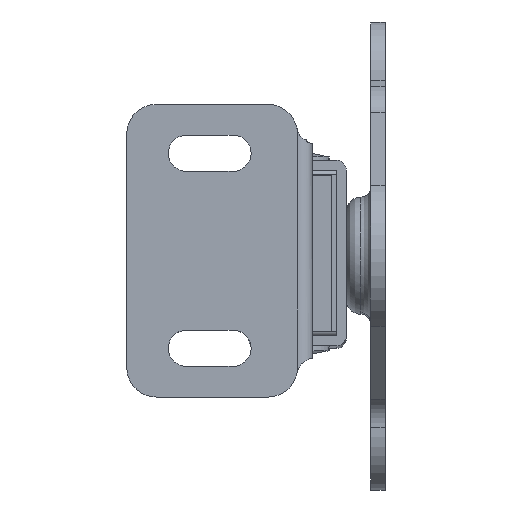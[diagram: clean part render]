
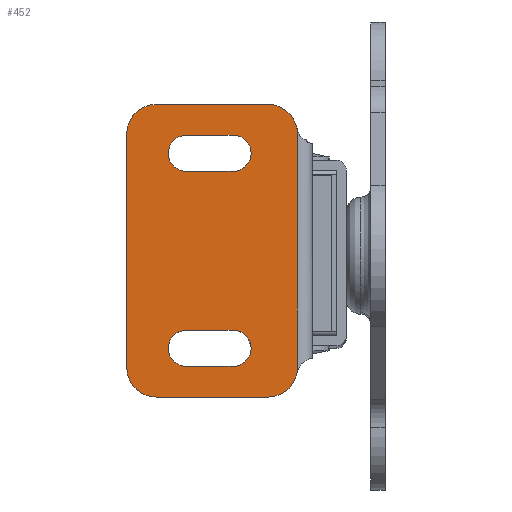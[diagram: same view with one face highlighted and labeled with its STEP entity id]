
A CAD part, top view. The second image highlights one B-rep face of the part: STEP entity #452.
In plain terms, the highlighted planar face has unit normal (0, 0, 1).
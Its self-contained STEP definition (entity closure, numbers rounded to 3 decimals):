
#452=ADVANCED_FACE('',(#983,#984,#985),#982,.T.);
#982=PLANE('',#3073);
#983=FACE_OUTER_BOUND('',#3074,.T.);
#984=FACE_BOUND('',#3075,.T.);
#985=FACE_BOUND('',#3076,.T.);
#3070=CARTESIAN_POINT('',(-24.25,-18.,290.));
#3071=DIRECTION('',(0.,0.,1.));
#3072=DIRECTION('',(1.,0.,0.));
#3073=AXIS2_PLACEMENT_3D('',#3070,#3071,#3072);
#3074=EDGE_LOOP('',(#4431,#4432,#4433,#4434,#4435,#4436,#4437,#4438,#4439,#4440));
#3075=EDGE_LOOP('',(#4441,#4442,#4443,#4444));
#3076=EDGE_LOOP('',(#4445,#4446,#4447,#4448));
#4431=ORIENTED_EDGE('',*,*,#5461,.T.);
#4432=ORIENTED_EDGE('',*,*,#5462,.F.);
#4433=ORIENTED_EDGE('',*,*,#5463,.T.);
#4434=ORIENTED_EDGE('',*,*,#5464,.T.);
#4435=ORIENTED_EDGE('',*,*,#5465,.F.);
#4436=ORIENTED_EDGE('',*,*,#5466,.T.);
#4437=ORIENTED_EDGE('',*,*,#5467,.F.);
#4438=ORIENTED_EDGE('',*,*,#5468,.T.);
#4439=ORIENTED_EDGE('',*,*,#5469,.F.);
#4440=ORIENTED_EDGE('',*,*,#5470,.T.);
#4441=ORIENTED_EDGE('',*,*,#5471,.F.);
#4442=ORIENTED_EDGE('',*,*,#5472,.T.);
#4443=ORIENTED_EDGE('',*,*,#5473,.F.);
#4444=ORIENTED_EDGE('',*,*,#5474,.T.);
#4445=ORIENTED_EDGE('',*,*,#5475,.F.);
#4446=ORIENTED_EDGE('',*,*,#5476,.T.);
#4447=ORIENTED_EDGE('',*,*,#5477,.F.);
#4448=ORIENTED_EDGE('',*,*,#5478,.T.);
#5461=EDGE_CURVE('',#6634,#6635,#6636,.T.);
#5462=EDGE_CURVE('',#6642,#6635,#6643,.T.);
#5463=EDGE_CURVE('',#6642,#6649,#6650,.T.);
#5464=EDGE_CURVE('',#6649,#6656,#6657,.T.);
#5465=EDGE_CURVE('',#6663,#6656,#6664,.T.);
#5466=EDGE_CURVE('',#6663,#6670,#6671,.T.);
#5467=EDGE_CURVE('',#6677,#6670,#6678,.T.);
#5468=EDGE_CURVE('',#6677,#6684,#6685,.T.);
#5469=EDGE_CURVE('',#6691,#6684,#6692,.T.);
#5470=EDGE_CURVE('',#6691,#6634,#6698,.T.);
#5471=EDGE_CURVE('',#6704,#6705,#6706,.T.);
#5472=EDGE_CURVE('',#6704,#6712,#6713,.T.);
#5473=EDGE_CURVE('',#6719,#6712,#6720,.T.);
#5474=EDGE_CURVE('',#6719,#6705,#6726,.T.);
#5475=EDGE_CURVE('',#6732,#6733,#6734,.T.);
#5476=EDGE_CURVE('',#6732,#6740,#6741,.T.);
#5477=EDGE_CURVE('',#6747,#6740,#6748,.T.);
#5478=EDGE_CURVE('',#6747,#6733,#6754,.T.);
#6634=VERTEX_POINT('',#10169);
#6635=VERTEX_POINT('',#10170);
#6636=LINE('',#10171,#10172);
#6642=VERTEX_POINT('',#10174);
#6643=CIRCLE('',#10178,3.);
#6649=VERTEX_POINT('',#10179);
#6650=CIRCLE('',#10183,2.);
#6656=VERTEX_POINT('',#10184);
#6657=LINE('',#10185,#10186);
#6663=VERTEX_POINT('',#10188);
#6664=CIRCLE('',#10192,2.);
#6670=VERTEX_POINT('',#10193);
#6671=CIRCLE('',#10197,3.);
#6677=VERTEX_POINT('',#10198);
#6678=LINE('',#10199,#10200);
#6684=VERTEX_POINT('',#10202);
#6685=CIRCLE('',#10206,3.);
#6691=VERTEX_POINT('',#10207);
#6692=LINE('',#10208,#10209);
#6698=CIRCLE('',#10214,3.);
#6704=VERTEX_POINT('',#10215);
#6705=VERTEX_POINT('',#10216);
#6706=CIRCLE('',#10220,1.85);
#6712=VERTEX_POINT('',#10221);
#6713=LINE('',#10222,#10223);
#6719=VERTEX_POINT('',#10225);
#6720=CIRCLE('',#10229,1.85);
#6726=LINE('',#10230,#10231);
#6732=VERTEX_POINT('',#10233);
#6733=VERTEX_POINT('',#10234);
#6734=CIRCLE('',#10238,1.85);
#6740=VERTEX_POINT('',#10239);
#6741=LINE('',#10240,#10241);
#6747=VERTEX_POINT('',#10243);
#6748=CIRCLE('',#10247,1.85);
#6754=LINE('',#10248,#10249);
#10169=CARTESIAN_POINT('',(-19.5,-15.,290.));
#10170=CARTESIAN_POINT('',(-8.,-15.,290.));
#10171=CARTESIAN_POINT('',(-19.5,-15.,290.));
#10172=VECTOR('',#10173,11.5);
#10173=DIRECTION('',(1.,0.,0.));
#10174=CARTESIAN_POINT('',(-5.056,-12.575,290.));
#10175=CARTESIAN_POINT('',(-8.,-12.,290.));
#10176=DIRECTION('',(0.,0.,-1.));
#10177=DIRECTION('',(-0.981,0.192,0.));
#10178=AXIS2_PLACEMENT_3D('',#10175,#10176,#10177);
#10179=CARTESIAN_POINT('',(-5.,-12.356,290.));
#10180=CARTESIAN_POINT('',(-3.093,-12.958,290.));
#10181=DIRECTION('',(0.,0.,-1.));
#10182=DIRECTION('',(0.981,-0.192,0.));
#10183=AXIS2_PLACEMENT_3D('',#10180,#10181,#10182);
#10184=CARTESIAN_POINT('',(-5.,12.356,290.));
#10185=CARTESIAN_POINT('',(-5.,-12.356,290.));
#10186=VECTOR('',#10187,24.713);
#10187=DIRECTION('',(0.,1.,0.));
#10188=CARTESIAN_POINT('',(-5.056,12.575,290.));
#10189=CARTESIAN_POINT('',(-3.093,12.958,290.));
#10190=DIRECTION('',(0.,0.,1.));
#10191=DIRECTION('',(0.981,0.192,0.));
#10192=AXIS2_PLACEMENT_3D('',#10189,#10190,#10191);
#10193=CARTESIAN_POINT('',(-8.,15.,290.));
#10194=CARTESIAN_POINT('',(-8.,12.,290.));
#10195=DIRECTION('',(0.,0.,1.));
#10196=DIRECTION('',(-0.981,-0.192,0.));
#10197=AXIS2_PLACEMENT_3D('',#10194,#10195,#10196);
#10198=CARTESIAN_POINT('',(-19.5,15.,290.));
#10199=CARTESIAN_POINT('',(-19.5,15.,290.));
#10200=VECTOR('',#10201,11.5);
#10201=DIRECTION('',(1.,0.,0.));
#10202=CARTESIAN_POINT('',(-22.5,12.,290.));
#10203=CARTESIAN_POINT('',(-19.5,12.,290.));
#10204=DIRECTION('',(0.,0.,1.));
#10205=DIRECTION('',(0.,-1.,0.));
#10206=AXIS2_PLACEMENT_3D('',#10203,#10204,#10205);
#10207=CARTESIAN_POINT('',(-22.5,-12.,290.));
#10208=CARTESIAN_POINT('',(-22.5,-12.,290.));
#10209=VECTOR('',#10210,24.);
#10210=DIRECTION('',(0.,1.,0.));
#10211=CARTESIAN_POINT('',(-19.5,-12.,290.));
#10212=DIRECTION('',(0.,0.,1.));
#10213=DIRECTION('',(1.,0.,0.));
#10214=AXIS2_PLACEMENT_3D('',#10211,#10212,#10213);
#10215=CARTESIAN_POINT('',(-16.4,11.85,290.));
#10216=CARTESIAN_POINT('',(-16.4,8.15,290.));
#10217=CARTESIAN_POINT('',(-16.4,10.,290.));
#10218=DIRECTION('',(0.,0.,1.));
#10219=DIRECTION('',(0.,-1.,0.));
#10220=AXIS2_PLACEMENT_3D('',#10217,#10218,#10219);
#10221=CARTESIAN_POINT('',(-11.6,11.85,290.));
#10222=CARTESIAN_POINT('',(-16.4,11.85,290.));
#10223=VECTOR('',#10224,4.8);
#10224=DIRECTION('',(1.,0.,0.));
#10225=CARTESIAN_POINT('',(-11.6,8.15,290.));
#10226=CARTESIAN_POINT('',(-11.6,10.,290.));
#10227=DIRECTION('',(0.,0.,1.));
#10228=DIRECTION('',(0.,1.,0.));
#10229=AXIS2_PLACEMENT_3D('',#10226,#10227,#10228);
#10230=CARTESIAN_POINT('',(-11.6,8.15,290.));
#10231=VECTOR('',#10232,4.8);
#10232=DIRECTION('',(-1.,0.,0.));
#10233=CARTESIAN_POINT('',(-11.6,-11.85,290.));
#10234=CARTESIAN_POINT('',(-11.6,-8.15,290.));
#10235=CARTESIAN_POINT('',(-11.6,-10.,290.));
#10236=DIRECTION('',(0.,0.,1.));
#10237=DIRECTION('',(0.,1.,0.));
#10238=AXIS2_PLACEMENT_3D('',#10235,#10236,#10237);
#10239=CARTESIAN_POINT('',(-16.4,-11.85,290.));
#10240=CARTESIAN_POINT('',(-11.6,-11.85,290.));
#10241=VECTOR('',#10242,4.8);
#10242=DIRECTION('',(-1.,0.,0.));
#10243=CARTESIAN_POINT('',(-16.4,-8.15,290.));
#10244=CARTESIAN_POINT('',(-16.4,-10.,290.));
#10245=DIRECTION('',(0.,0.,1.));
#10246=DIRECTION('',(0.,-1.,0.));
#10247=AXIS2_PLACEMENT_3D('',#10244,#10245,#10246);
#10248=CARTESIAN_POINT('',(-16.4,-8.15,290.));
#10249=VECTOR('',#10250,4.8);
#10250=DIRECTION('',(1.,0.,0.));
